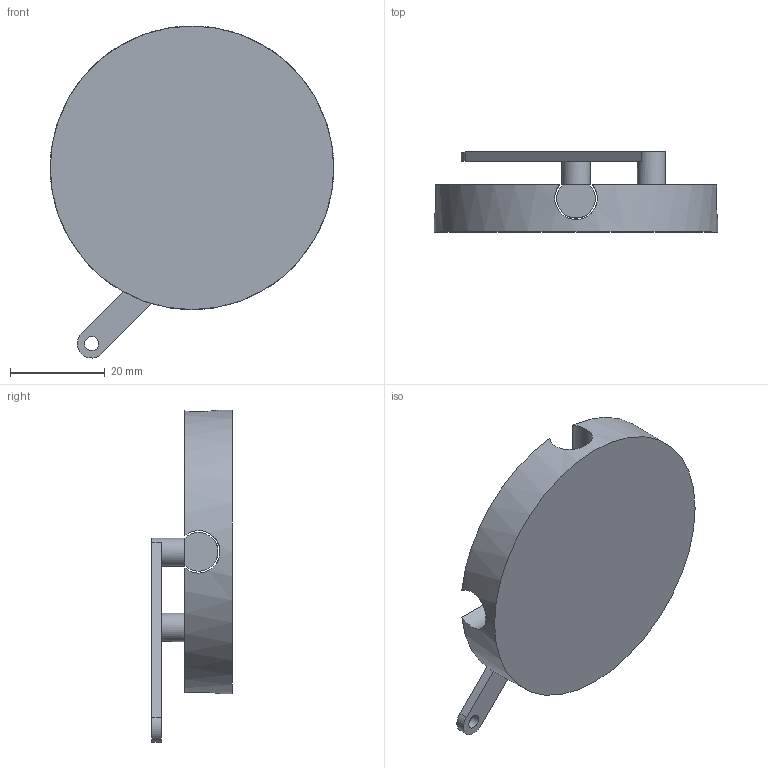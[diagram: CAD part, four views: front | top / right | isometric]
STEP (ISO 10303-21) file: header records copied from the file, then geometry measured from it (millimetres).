
FILE_DESCRIPTION(/* description */ (''),/* implementation_level */ '2;1');
FILE_NAME(/* name */ 'Archimedes Trammel.step',/* time_stamp */ '2021-04-08T00:18:40+01:00',/* author */ (''),/* organization */ (''),/* preprocessor_version */ 'ST-DEVELOPER v18.1',/* originating_system */ 'Autodesk Translation Framework v10.6.0.1341',/* authorisation */ '');
FILE_SCHEMA (('AUTOMOTIVE_DESIGN { 1 0 10303 214 3 1 1 }'));
Length unit declared in the file: millimetre
Products named in the file (1): (Unsaved)
Bounding box: 60 x 17 x 70.24 mm (x, y, z)
Volume: 24649.9 mm3; surface area: 11253.1 mm2
Topology: 4 solids, 4 shells, 33 faces, 72 edges, 47 vertices
Faces by surface type: plane 18, cylinder 14, bspline 1
Full cylindrical faces by diameter (mm): 2.95 x2, 3 x1, 3.5 x1, 6 x1, 60 x1
Entity records: 1317 total; most frequent: CARTESIAN_POINT 517, DIRECTION 157, ORIENTED_EDGE 144, EDGE_CURVE 72, AXIS2_PLACEMENT_3D 61, VERTEX_POINT 47, EDGE_LOOP 43, LINE 35
